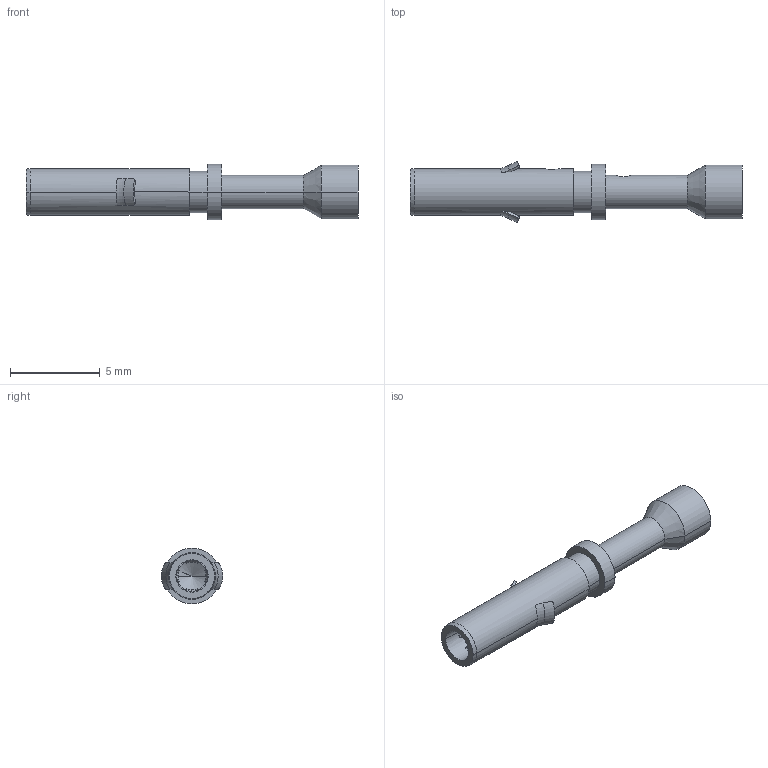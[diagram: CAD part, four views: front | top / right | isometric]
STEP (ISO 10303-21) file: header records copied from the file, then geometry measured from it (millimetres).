
FILE_DESCRIPTION((''),'2;1');
FILE_NAME('MS20M23XX_ASM','2018-08-28T',('Blink.Zhou'),(''),'PRO/ENGINEER BY PARAMETRIC TECHNOLOGY CORPORATION, 2012230','PRO/ENGINEER BY PARAMETRIC TECHNOLOGY CORPORATION, 2012230','');
FILE_SCHEMA(('CONFIG_CONTROL_DESIGN'));
Length unit declared in the file: millimetre
Products named in the file (1): MS20M23XX_ASM
Bounding box: 18.5 x 3.42 x 3.1 mm (x, y, z)
Volume: 54.2 mm3; surface area: 251.9 mm2
Topology: 1 solids, 1 shells, 126 faces, 334 edges, 210 vertices
Faces by surface type: cylinder 42, cone 34, plane 28, bspline 14, torus 8
Entity records: 4605 total; most frequent: CARTESIAN_POINT 1675, ORIENTED_EDGE 660, DIRECTION 532, EDGE_CURVE 330, AXIS2_PLACEMENT_3D 216, VERTEX_POINT 210, EDGE_LOOP 134, FACE_OUTER_BOUND 126
